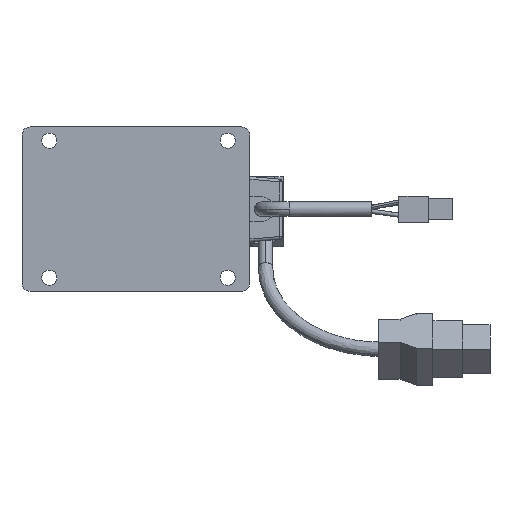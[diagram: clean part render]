
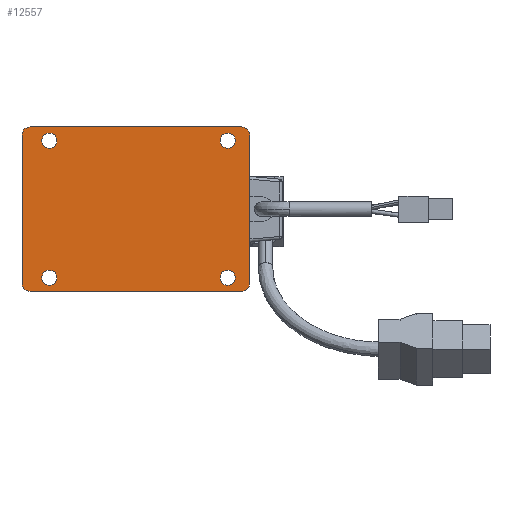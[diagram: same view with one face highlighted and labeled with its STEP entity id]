
A CAD part, front view. The second image highlights one B-rep face of the part: STEP entity #12557.
In plain terms, the highlighted face is planar.
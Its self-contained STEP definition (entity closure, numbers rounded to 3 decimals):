
#134 = ORIENTED_EDGE ( 'NONE', *, *, #3025, .T. ) ;
#162 = ORIENTED_EDGE ( 'NONE', *, *, #11557, .T. ) ;
#333 = CIRCLE ( 'NONE', #24076, 2.75 ) ;
#570 = DIRECTION ( 'NONE',  ( 1., 0., 0. ) ) ;
#854 = PLANE ( 'NONE',  #8566 ) ;
#1320 = VERTEX_POINT ( 'NONE', #6419 ) ;
#1478 = CARTESIAN_POINT ( 'NONE',  ( -27., 62.999, -36. ) ) ;
#1516 = DIRECTION ( 'NONE',  ( 0., 0., 1. ) ) ;
#2196 = CARTESIAN_POINT ( 'NONE',  ( 30., 59.998, -36. ) ) ;
#2458 = LINE ( 'NONE', #15825, #2810 ) ;
#2672 = CARTESIAN_POINT ( 'NONE',  ( -25., 54.995, -36. ) ) ;
#2689 = EDGE_LOOP ( 'NONE', ( #4101, #15318 ) ) ;
#2810 = VECTOR ( 'NONE', #9690, 1000. ) ;
#2816 = CARTESIAN_POINT ( 'NONE',  ( 22.25, -10.005, -36. ) ) ;
#3025 = EDGE_CURVE ( 'NONE', #16885, #22798, #15552, .T. ) ;
#3078 = CARTESIAN_POINT ( 'NONE',  ( -30., -17.005, -36. ) ) ;
#3280 = DIRECTION ( 'NONE',  ( 0., 0., -1. ) ) ;
#3597 = VERTEX_POINT ( 'NONE', #19577 ) ;
#3933 = AXIS2_PLACEMENT_3D ( 'NONE', #27929, #17656, #22673 ) ;
#4101 = ORIENTED_EDGE ( 'NONE', *, *, #30822, .T. ) ;
#4197 = AXIS2_PLACEMENT_3D ( 'NONE', #29156, #14986, #570 ) ;
#4240 = CARTESIAN_POINT ( 'NONE',  ( -25., 54.995, -36. ) ) ;
#4433 = EDGE_CURVE ( 'NONE', #4481, #1320, #7616, .T. ) ;
#4481 = VERTEX_POINT ( 'NONE', #16938 ) ;
#4659 = EDGE_LOOP ( 'NONE', ( #24132, #162 ) ) ;
#5204 = EDGE_CURVE ( 'NONE', #17891, #29867, #23711, .T. ) ;
#5536 = CARTESIAN_POINT ( 'NONE',  ( -25., -10.005, -36. ) ) ;
#5700 = CIRCLE ( 'NONE', #6503, 3. ) ;
#6097 = VECTOR ( 'NONE', #9330, 1000. ) ;
#6419 = CARTESIAN_POINT ( 'NONE',  ( -27., -20.005, -36. ) ) ;
#6423 = DIRECTION ( 'NONE',  ( 1., 0., 0. ) ) ;
#6503 = AXIS2_PLACEMENT_3D ( 'NONE', #11231, #17934, #18233 ) ;
#7302 = DIRECTION ( 'NONE',  ( 1., 0., 0. ) ) ;
#7380 = ORIENTED_EDGE ( 'NONE', *, *, #30572, .T. ) ;
#7426 = AXIS2_PLACEMENT_3D ( 'NONE', #24816, #27024, #22185 ) ;
#7577 = LINE ( 'NONE', #13417, #27848 ) ;
#7616 = LINE ( 'NONE', #16246, #6097 ) ;
#7670 = ORIENTED_EDGE ( 'NONE', *, *, #15033, .T. ) ;
#7725 = DIRECTION ( 'NONE',  ( 0., 0., 1. ) ) ;
#8085 = VERTEX_POINT ( 'NONE', #17902 ) ;
#8188 = CARTESIAN_POINT ( 'NONE',  ( 22.25, 54.995, -36. ) ) ;
#8380 = CARTESIAN_POINT ( 'NONE',  ( -30., 59.999, -36. ) ) ;
#8533 = FACE_BOUND ( 'NONE', #22603, .T. ) ;
#8566 = AXIS2_PLACEMENT_3D ( 'NONE', #30072, #3280, #13160 ) ;
#8702 = CIRCLE ( 'NONE', #23946, 2.75 ) ;
#8781 = ORIENTED_EDGE ( 'NONE', *, *, #20990, .T. ) ;
#9279 = AXIS2_PLACEMENT_3D ( 'NONE', #20603, #27635, #6423 ) ;
#9330 = DIRECTION ( 'NONE',  ( -1., 0., 0. ) ) ;
#9670 = FACE_OUTER_BOUND ( 'NONE', #25339, .T. ) ;
#9690 = DIRECTION ( 'NONE',  ( 0., 1., 0. ) ) ;
#9875 = CARTESIAN_POINT ( 'NONE',  ( -25., -10.005, -36. ) ) ;
#9895 = LINE ( 'NONE', #16884, #14788 ) ;
#9955 = CARTESIAN_POINT ( 'NONE',  ( 27., 62.999, -36. ) ) ;
#10164 = DIRECTION ( 'NONE',  ( 0., 0., 1. ) ) ;
#10992 = AXIS2_PLACEMENT_3D ( 'NONE', #9875, #26579, #26985 ) ;
#11056 = CARTESIAN_POINT ( 'NONE',  ( 25., -10.005, -36. ) ) ;
#11222 = DIRECTION ( 'NONE',  ( 1., 0., 0. ) ) ;
#11231 = CARTESIAN_POINT ( 'NONE',  ( -27., 59.999, -36. ) ) ;
#11280 = DIRECTION ( 'NONE',  ( 1., 0., 0. ) ) ;
#11557 = EDGE_CURVE ( 'NONE', #8085, #14139, #19144, .T. ) ;
#11594 = DIRECTION ( 'NONE',  ( -1., 0., 0. ) ) ;
#12454 = CARTESIAN_POINT ( 'NONE',  ( 25., 54.995, -36. ) ) ;
#12557 = ADVANCED_FACE ( 'NONE', ( #17960, #8533, #27304, #19074, #9670 ), #854, .T. ) ;
#13160 = DIRECTION ( 'NONE',  ( -1., 0., 0. ) ) ;
#13236 = CARTESIAN_POINT ( 'NONE',  ( -22.25, 54.995, -36. ) ) ;
#13417 = CARTESIAN_POINT ( 'NONE',  ( 30., -17.005, -36. ) ) ;
#13635 = VERTEX_POINT ( 'NONE', #9955 ) ;
#13935 = ORIENTED_EDGE ( 'NONE', *, *, #5204, .T. ) ;
#14139 = VERTEX_POINT ( 'NONE', #18484 ) ;
#14456 = CIRCLE ( 'NONE', #4197, 3. ) ;
#14720 = CIRCLE ( 'NONE', #15312, 2.75 ) ;
#14788 = VECTOR ( 'NONE', #7302, 1000. ) ;
#14986 = DIRECTION ( 'NONE',  ( 0., 0., -1. ) ) ;
#15033 = EDGE_CURVE ( 'NONE', #29867, #17891, #333, .T. ) ;
#15312 = AXIS2_PLACEMENT_3D ( 'NONE', #11056, #25530, #11280 ) ;
#15318 = ORIENTED_EDGE ( 'NONE', *, *, #24508, .T. ) ;
#15552 = CIRCLE ( 'NONE', #28116, 2.75 ) ;
#15621 = ORIENTED_EDGE ( 'NONE', *, *, #29274, .T. ) ;
#15733 = CARTESIAN_POINT ( 'NONE',  ( 27.75, -10.005, -36. ) ) ;
#15825 = CARTESIAN_POINT ( 'NONE',  ( -30., -17.005, -36. ) ) ;
#16246 = CARTESIAN_POINT ( 'NONE',  ( -27., -20.005, -36. ) ) ;
#16291 = CIRCLE ( 'NONE', #20468, 2.75 ) ;
#16884 = CARTESIAN_POINT ( 'NONE',  ( -27., 62.999, -36. ) ) ;
#16885 = VERTEX_POINT ( 'NONE', #24450 ) ;
#16926 = AXIS2_PLACEMENT_3D ( 'NONE', #23631, #23729, #11594 ) ;
#16938 = CARTESIAN_POINT ( 'NONE',  ( 27., -20.005, -36. ) ) ;
#17145 = ORIENTED_EDGE ( 'NONE', *, *, #25079, .T. ) ;
#17322 = EDGE_CURVE ( 'NONE', #1320, #21693, #14456, .T. ) ;
#17502 = EDGE_CURVE ( 'NONE', #22798, #16885, #16291, .T. ) ;
#17656 = DIRECTION ( 'NONE',  ( 0., 0., 1. ) ) ;
#17746 = CIRCLE ( 'NONE', #3933, 2.75 ) ;
#17891 = VERTEX_POINT ( 'NONE', #22658 ) ;
#17902 = CARTESIAN_POINT ( 'NONE',  ( -27.75, -10.005, -36. ) ) ;
#17934 = DIRECTION ( 'NONE',  ( 0., 0., -1. ) ) ;
#17960 = FACE_BOUND ( 'NONE', #2689, .T. ) ;
#18088 = CIRCLE ( 'NONE', #7426, 3. ) ;
#18221 = ORIENTED_EDGE ( 'NONE', *, *, #4433, .T. ) ;
#18233 = DIRECTION ( 'NONE',  ( 1., 0., 0. ) ) ;
#18247 = DIRECTION ( 'NONE',  ( 0., -1., 0. ) ) ;
#18484 = CARTESIAN_POINT ( 'NONE',  ( -22.25, -10.005, -36. ) ) ;
#19033 = VERTEX_POINT ( 'NONE', #2196 ) ;
#19074 = FACE_BOUND ( 'NONE', #4659, .T. ) ;
#19144 = CIRCLE ( 'NONE', #10992, 2.75 ) ;
#19577 = CARTESIAN_POINT ( 'NONE',  ( 30., -17.005, -36. ) ) ;
#19832 = DIRECTION ( 'NONE',  ( 1., 0., 0. ) ) ;
#20468 = AXIS2_PLACEMENT_3D ( 'NONE', #4240, #1516, #11222 ) ;
#20603 = CARTESIAN_POINT ( 'NONE',  ( 25., 54.995, -36. ) ) ;
#20990 = EDGE_CURVE ( 'NONE', #26422, #30933, #5700, .T. ) ;
#21176 = ORIENTED_EDGE ( 'NONE', *, *, #30994, .T. ) ;
#21693 = VERTEX_POINT ( 'NONE', #3078 ) ;
#22185 = DIRECTION ( 'NONE',  ( 1., 0., 0. ) ) ;
#22603 = EDGE_LOOP ( 'NONE', ( #13935, #7670 ) ) ;
#22658 = CARTESIAN_POINT ( 'NONE',  ( 27.75, 54.995, -36. ) ) ;
#22673 = DIRECTION ( 'NONE',  ( 1., 0., 0. ) ) ;
#22798 = VERTEX_POINT ( 'NONE', #13236 ) ;
#23476 = EDGE_CURVE ( 'NONE', #30933, #13635, #9895, .T. ) ;
#23631 = CARTESIAN_POINT ( 'NONE',  ( 27., -17.005, -36. ) ) ;
#23711 = CIRCLE ( 'NONE', #9279, 2.75 ) ;
#23729 = DIRECTION ( 'NONE',  ( 0., 0., -1. ) ) ;
#23946 = AXIS2_PLACEMENT_3D ( 'NONE', #5536, #26970, #19832 ) ;
#24076 = AXIS2_PLACEMENT_3D ( 'NONE', #12454, #10164, #24514 ) ;
#24132 = ORIENTED_EDGE ( 'NONE', *, *, #28826, .T. ) ;
#24368 = VERTEX_POINT ( 'NONE', #2816 ) ;
#24450 = CARTESIAN_POINT ( 'NONE',  ( -27.75, 54.995, -36. ) ) ;
#24508 = EDGE_CURVE ( 'NONE', #24368, #30449, #17746, .T. ) ;
#24514 = DIRECTION ( 'NONE',  ( 1., 0., 0. ) ) ;
#24816 = CARTESIAN_POINT ( 'NONE',  ( 27., 59.999, -36. ) ) ;
#25079 = EDGE_CURVE ( 'NONE', #19033, #3597, #7577, .T. ) ;
#25333 = ORIENTED_EDGE ( 'NONE', *, *, #17322, .T. ) ;
#25339 = EDGE_LOOP ( 'NONE', ( #21176, #18221, #25333, #7380, #8781, #26891, #15621, #17145 ) ) ;
#25407 = ORIENTED_EDGE ( 'NONE', *, *, #17502, .T. ) ;
#25530 = DIRECTION ( 'NONE',  ( 0., 0., 1. ) ) ;
#25938 = EDGE_LOOP ( 'NONE', ( #25407, #134 ) ) ;
#26422 = VERTEX_POINT ( 'NONE', #8380 ) ;
#26579 = DIRECTION ( 'NONE',  ( 0., 0., 1. ) ) ;
#26737 = DIRECTION ( 'NONE',  ( 1., 0., 0. ) ) ;
#26891 = ORIENTED_EDGE ( 'NONE', *, *, #23476, .T. ) ;
#26970 = DIRECTION ( 'NONE',  ( 0., 0., 1. ) ) ;
#26985 = DIRECTION ( 'NONE',  ( 1., 0., 0. ) ) ;
#27024 = DIRECTION ( 'NONE',  ( 0., 0., -1. ) ) ;
#27304 = FACE_BOUND ( 'NONE', #25938, .T. ) ;
#27635 = DIRECTION ( 'NONE',  ( 0., 0., 1. ) ) ;
#27848 = VECTOR ( 'NONE', #18247, 1000. ) ;
#27929 = CARTESIAN_POINT ( 'NONE',  ( 25., -10.005, -36. ) ) ;
#28116 = AXIS2_PLACEMENT_3D ( 'NONE', #2672, #7725, #26737 ) ;
#28826 = EDGE_CURVE ( 'NONE', #14139, #8085, #8702, .T. ) ;
#29156 = CARTESIAN_POINT ( 'NONE',  ( -27., -17.005, -36. ) ) ;
#29274 = EDGE_CURVE ( 'NONE', #13635, #19033, #18088, .T. ) ;
#29723 = CIRCLE ( 'NONE', #16926, 3. ) ;
#29867 = VERTEX_POINT ( 'NONE', #8188 ) ;
#30072 = CARTESIAN_POINT ( 'NONE',  ( 27., -17.005, -36. ) ) ;
#30449 = VERTEX_POINT ( 'NONE', #15733 ) ;
#30572 = EDGE_CURVE ( 'NONE', #21693, #26422, #2458, .T. ) ;
#30822 = EDGE_CURVE ( 'NONE', #30449, #24368, #14720, .T. ) ;
#30933 = VERTEX_POINT ( 'NONE', #1478 ) ;
#30994 = EDGE_CURVE ( 'NONE', #3597, #4481, #29723, .T. ) ;
